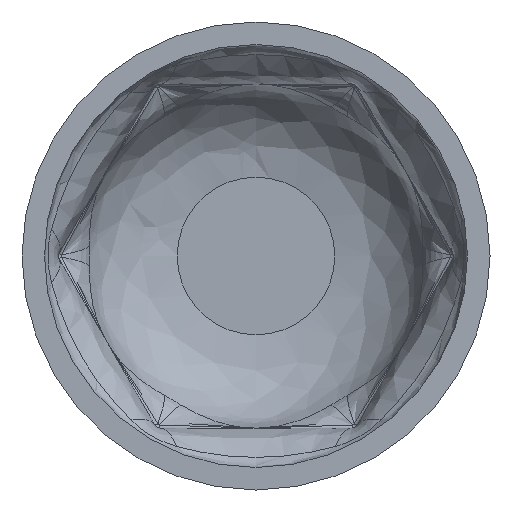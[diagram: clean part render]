
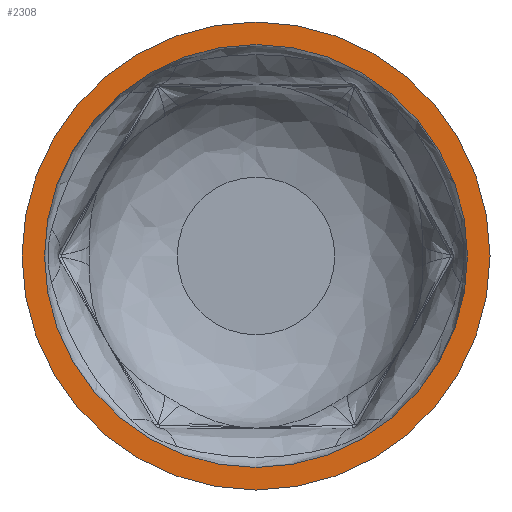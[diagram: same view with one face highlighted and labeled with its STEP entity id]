
A CAD part, left-side view. The second image highlights one B-rep face of the part: STEP entity #2308.
In plain terms, the highlighted planar face has unit normal (-1, 0, 0).
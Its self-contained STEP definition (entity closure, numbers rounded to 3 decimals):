
#122=CIRCLE('',#2413,18.8);
#166=CIRCLE('',#2496,20.8);
#175=FACE_BOUND('',#507,.T.);
#208=PLANE('',#2497);
#353=FACE_OUTER_BOUND('',#506,.T.);
#506=EDGE_LOOP('',(#2092));
#507=EDGE_LOOP('',(#2093));
#986=VERTEX_POINT('',#5022);
#1055=VERTEX_POINT('',#6613);
#1283=EDGE_CURVE('',#986,#986,#122,.T.);
#1401=EDGE_CURVE('',#1055,#1055,#166,.T.);
#2092=ORIENTED_EDGE('',*,*,#1401,.T.);
#2093=ORIENTED_EDGE('',*,*,#1283,.T.);
#2308=ADVANCED_FACE('',(#353,#175),#208,.F.);
#2413=AXIS2_PLACEMENT_3D('',#5023,#2774,#2775);
#2496=AXIS2_PLACEMENT_3D('',#6614,#2958,#2959);
#2497=AXIS2_PLACEMENT_3D('',#6615,#2960,#2961);
#2774=DIRECTION('center_axis',(1.,0.,0.));
#2775=DIRECTION('ref_axis',(0.,-1.,0.));
#2958=DIRECTION('center_axis',(-1.,0.,0.));
#2959=DIRECTION('ref_axis',(0.,-1.,0.));
#2960=DIRECTION('center_axis',(1.,0.,0.));
#2961=DIRECTION('ref_axis',(0.,0.,-1.));
#5022=CARTESIAN_POINT('',(0.,18.8,0.));
#5023=CARTESIAN_POINT('Origin',(0.,0.,0.));
#6613=CARTESIAN_POINT('',(0.,20.8,0.));
#6614=CARTESIAN_POINT('Origin',(0.,0.,0.));
#6615=CARTESIAN_POINT('Origin',(0.,0.,0.));
